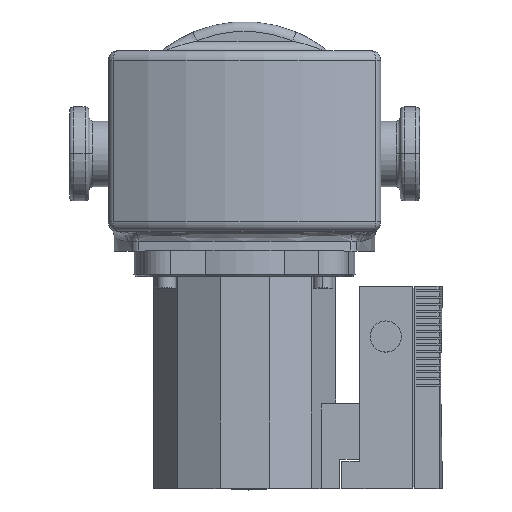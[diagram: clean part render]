
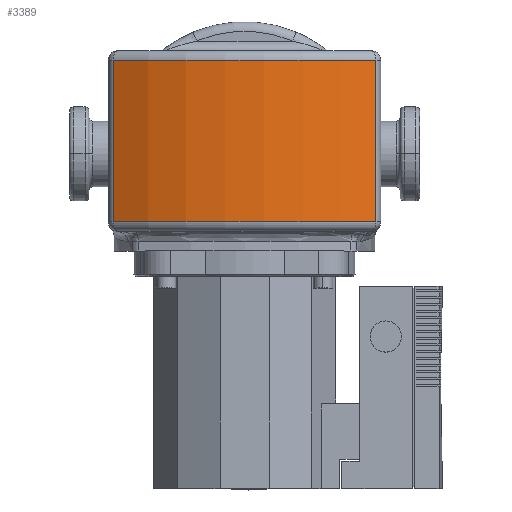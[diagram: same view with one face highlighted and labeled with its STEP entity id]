
A CAD part, top view. The second image highlights one B-rep face of the part: STEP entity #3389.
In plain terms, the highlighted cylindrical face has radius 132.5 mm (diameter 265 mm), a partial arc.
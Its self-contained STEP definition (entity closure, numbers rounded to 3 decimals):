
#1488=CARTESIAN_POINT('',(157.549,48.,73.489));
#1489=VERTEX_POINT('',#1488);
#1523=CARTESIAN_POINT('',(22.451,48.,73.489));
#1524=VERTEX_POINT('',#1523);
#1548=CARTESIAN_POINT('',(90.,48.,-40.5));
#1549=DIRECTION('',(0.0,1.0,0.0));
#1550=DIRECTION('',(0.0,0.0,1.0));
#1551=AXIS2_PLACEMENT_3D('',#1548,#1549,#1550);
#1552=CIRCLE('',#1551,132.5);
#1553=EDGE_CURVE('',#1524,#1489,#1552,.T.);
#2726=CARTESIAN_POINT('',(157.549,-35.0,73.489));
#2727=VERTEX_POINT('',#2726);
#2786=CARTESIAN_POINT('',(22.451,-35.0,73.489));
#2787=VERTEX_POINT('',#2786);
#2844=CARTESIAN_POINT('',(90.,-35.0,-40.5));
#2845=DIRECTION('',(0.0,-1.0,0.0));
#2846=DIRECTION('',(0.0,0.0,1.0));
#2847=AXIS2_PLACEMENT_3D('',#2844,#2845,#2846);
#2848=CIRCLE('',#2847,132.5);
#2849=EDGE_CURVE('',#2727,#2787,#2848,.T.);
#3361=CARTESIAN_POINT('',(22.451,-35.0,73.489));
#3362=DIRECTION('',(0.0,1.0,0.0));
#3363=VECTOR('',#3362,83.0);
#3364=LINE('',#3361,#3363);
#3365=EDGE_CURVE('',#2787,#1524,#3364,.T.);
#3373=CARTESIAN_POINT('',(90.,-70.154,-40.5));
#3374=DIRECTION('',(0.0,1.0,0.0));
#3375=DIRECTION('',(-0.528,0.0,0.849));
#3376=AXIS2_PLACEMENT_3D('',#3373,#3374,#3375);
#3377=CYLINDRICAL_SURFACE('',#3376,132.5);
#3378=CARTESIAN_POINT('',(157.549,48.,73.489));
#3379=DIRECTION('',(0.0,-1.0,0.0));
#3380=VECTOR('',#3379,83.0);
#3381=LINE('',#3378,#3380);
#3382=EDGE_CURVE('',#1489,#2727,#3381,.T.);
#3383=ORIENTED_EDGE('',*,*,#3382,.F.);
#3384=ORIENTED_EDGE('',*,*,#1553,.F.);
#3385=ORIENTED_EDGE('',*,*,#3365,.F.);
#3386=ORIENTED_EDGE('',*,*,#2849,.F.);
#3387=EDGE_LOOP('',(#3383,#3384,#3385,#3386));
#3388=FACE_OUTER_BOUND('',#3387,.T.);
#3389=ADVANCED_FACE('',(#3388),#3377,.T.);
